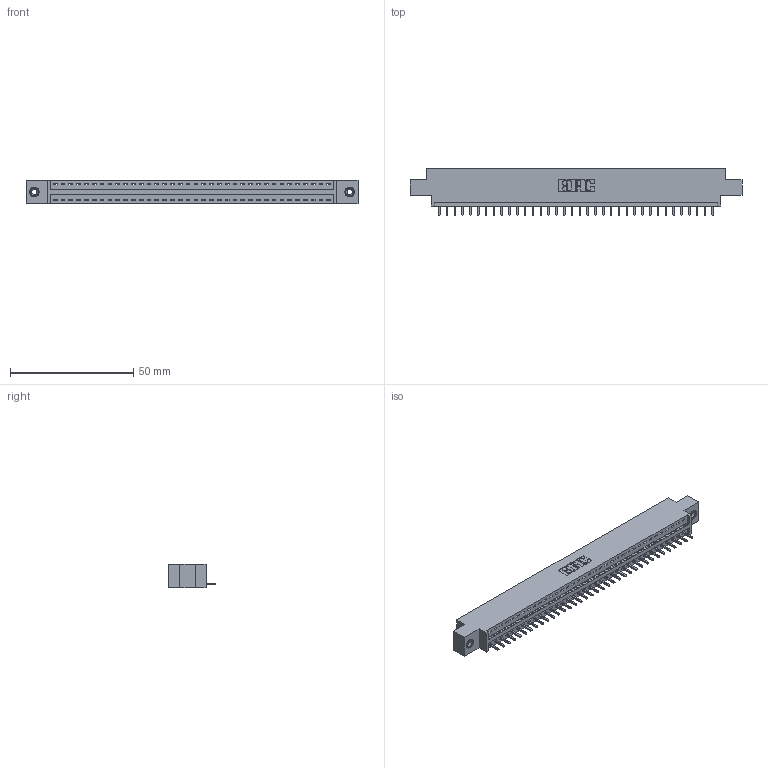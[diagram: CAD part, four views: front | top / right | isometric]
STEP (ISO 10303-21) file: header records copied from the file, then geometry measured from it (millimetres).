
FILE_DESCRIPTION (( 'STEP AP203' ), '1' );
FILE_NAME ('346-036-521-608.STEP', '2022-05-07T00:34:37', ( '' ), ( '' ), 'SwSTEP 2.0', 'SolidWorks 2020', '' );
FILE_SCHEMA (( 'CONFIG_CONTROL_DESIGN' ));
Length unit declared in the file: inch
Products named in the file (4): 345-292-001_345-293-121; 346 Part_0.170 Offset - 0.156 Dia-TI; 345-250-001_345-250-003-102; 346-036-521-608
Assembly tree (39 placements, depth 2):
  346-036-521-608
    346 Part_0.170 Offset - 0.156 Dia-TI
    345-292-001_345-293-121  x36
    345-250-001_345-250-003-102  x2
Bounding box: 134.87 x 19.05 x 9.4 mm (x, y, z)
Volume: 408.7 mm3; surface area: 15300.6 mm2
Topology: 38 solids, 39 shells, 2272 faces, 6813 edges, 4486 vertices
Faces by surface type: plane 1550, cylinder 706, cone 12, torus 4
Entity records: 24486 total; most frequent: CARTESIAN_POINT 4183, ORIENTED_EDGE 4146, DIRECTION 3723, EDGE_CURVE 2073, VECTOR 1777, LINE 1777, VERTEX_POINT 1376, AXIS2_PLACEMENT_3D 973
